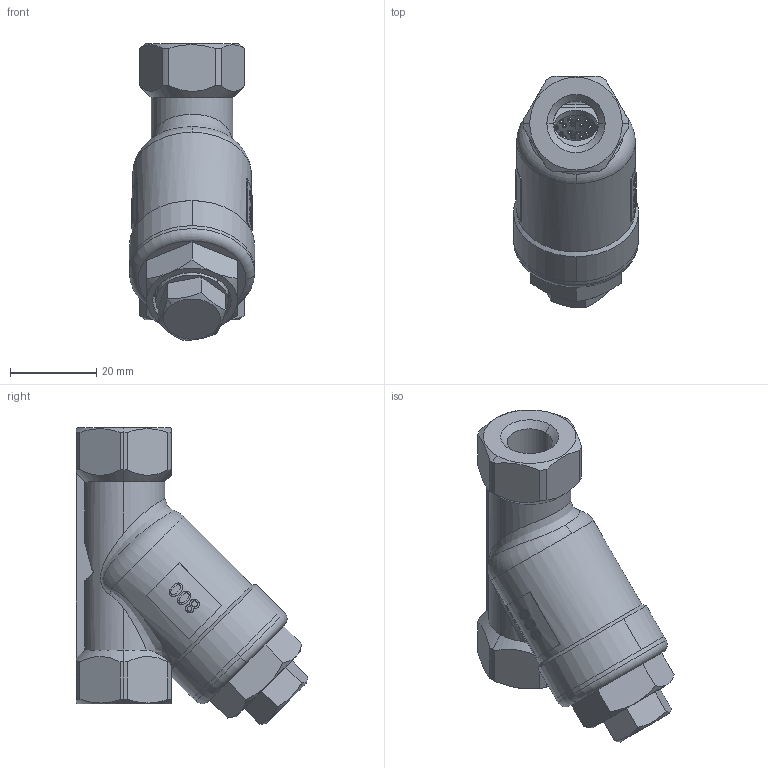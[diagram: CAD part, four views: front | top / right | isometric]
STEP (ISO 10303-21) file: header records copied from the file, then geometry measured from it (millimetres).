
FILE_DESCRIPTION (( 'STEP AP214' ), '1' );
FILE_NAME ('613 DN8.STEP', '2024-08-28T11:34:48', ( '' ), ( '' ), 'SwSTEP 2.0', 'SolidWorks 2022', '' );
FILE_SCHEMA (( 'AUTOMOTIVE_DESIGN' ));
Length unit declared in the file: millimetre
Products named in the file (7): 613 DN8 O-Ring; 613 DN8 Bonnet; 613 DN8; 613 DN8 Screen; 613 DN8 Blow Off; 613 DN8 Body Gasket; 613 DN8 Body
Assembly tree (6 placements, depth 2):
  613 DN8
    613 DN8 Body
    613 DN8 Body Gasket
    613 DN8 Bonnet
    613 DN8 O-Ring
    613 DN8 Blow Off
    613 DN8 Screen
Bounding box: 29 x 53.6 x 68.7 mm (x, y, z)
Volume: 29506.4 mm3; surface area: 20375.1 mm2
Topology: 6 solids, 6 shells, 1181 faces, 3417 edges, 2243 vertices
Faces by surface type: bspline 931, plane 115, cylinder 102, cone 29, torus 4
Full cylindrical faces by diameter (mm): 10 x1
Entity records: 132915 total; most frequent: CARTESIAN_POINT 94147, ORIENTED_EDGE 6744, EDGE_CURVE 3372, VERTEX_POINT 2221, B_SPLINE_CURVE_WITH_KNOTS 2036, EDGE_LOOP 2025, DIRECTION 2019, UNCERTAINTY_MEASURE_WITH_UNIT 1185
